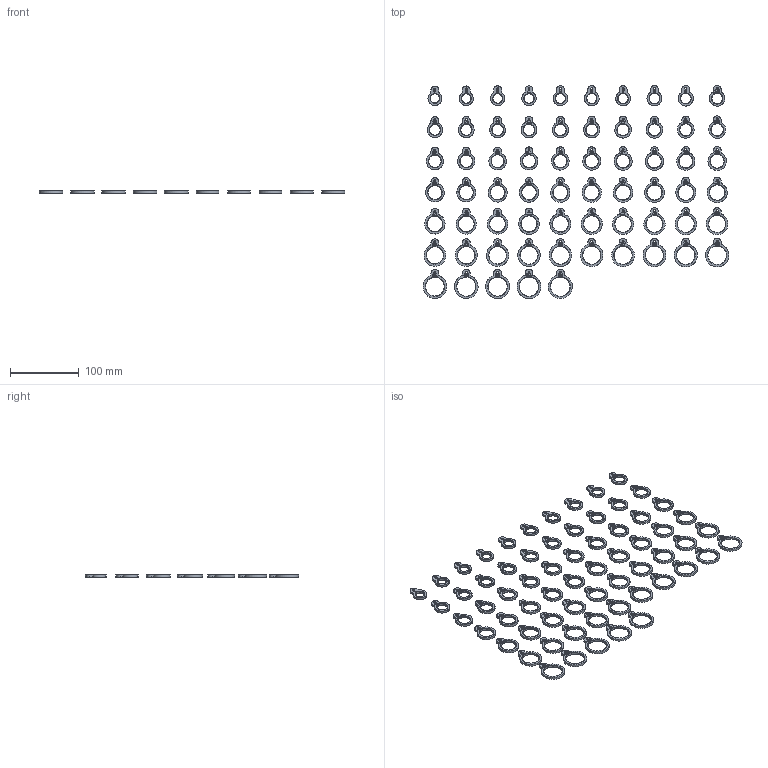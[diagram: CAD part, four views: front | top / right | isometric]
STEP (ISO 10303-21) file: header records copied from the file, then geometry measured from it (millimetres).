
FILE_DESCRIPTION(('FreeCAD Model'),'2;1');
FILE_NAME('Open CASCADE Shape Model','2025-04-27T17:03:28',('FreeCAD'),( 'FreeCAD'),'Open CASCADE STEP processor 7.6','FreeCAD','Unknown');
FILE_SCHEMA(('AUTOMOTIVE_DESIGN { 1 0 10303 214 1 1 1 1 }'));
Products named in the file (1): Open CASCADE STEP translator 7.6 1
Bounding box: 443.19 x 309.32 x 3.64 mm (x, y, z)
Volume: 73352.7 mm3; surface area: 79980.8 mm2
Topology: 65 solids, 65 shells, 7009 faces, 19991 edges, 13286 vertices
Faces by surface type: bspline 7009
Entity records: 232333 total; most frequent: CARTESIAN_POINT 111464, ORIENTED_EDGE 39982, EDGE_CURVE 19991, B_SPLINE_CURVE_WITH_KNOTS 19081, VERTEX_POINT 13286, FACE_BOUND 7443, EDGE_LOOP 7443, ADVANCED_FACE 7009
